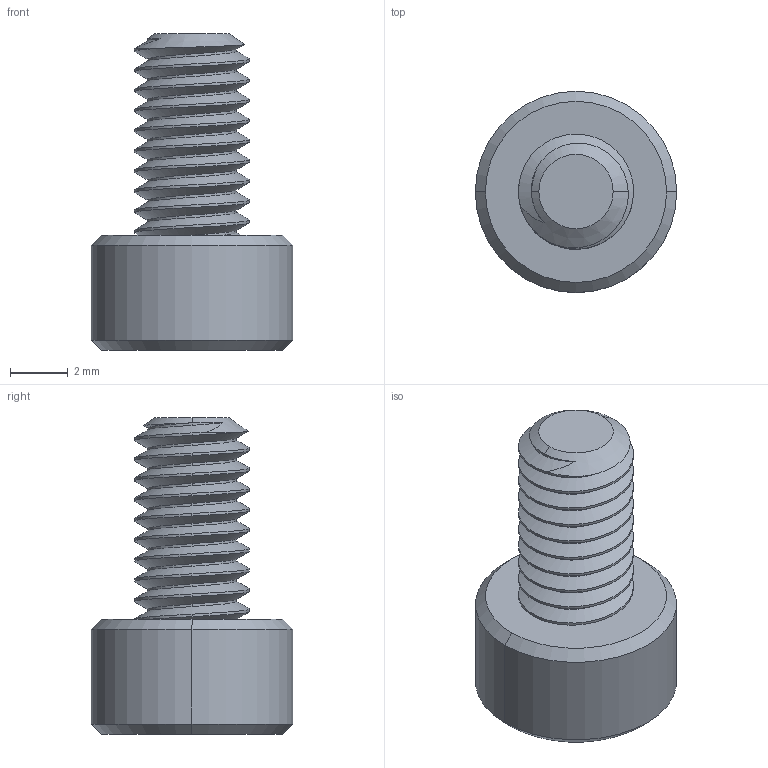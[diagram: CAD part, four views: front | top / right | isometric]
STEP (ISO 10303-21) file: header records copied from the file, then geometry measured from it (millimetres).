
FILE_DESCRIPTION (( 'STEP AP203' ), '1' );
FILE_NAME ('2800-0004-0007.STEP', '2018-07-24T18:32:45', ( '' ), ( '' ), 'SwSTEP 2.0', 'SolidWorks 2016', '' );
FILE_SCHEMA (( 'CONFIG_CONTROL_DESIGN' ));
Length unit declared in the file: millimetre
Products named in the file (1): 2800-0004-0007
Bounding box: 7 x 7 x 11 mm (x, y, z)
Volume: 202.4 mm3; surface area: 309 mm2
Topology: 1 solids, 1 shells, 68 faces, 175 edges, 111 vertices
Faces by surface type: cylinder 43, cone 13, plane 10, bspline 2
Entity records: 3201 total; most frequent: CARTESIAN_POINT 1729, ORIENTED_EDGE 350, DIRECTION 238, EDGE_CURVE 175, VERTEX_POINT 111, AXIS2_PLACEMENT_3D 89, EDGE_LOOP 70, ADVANCED_FACE 68
